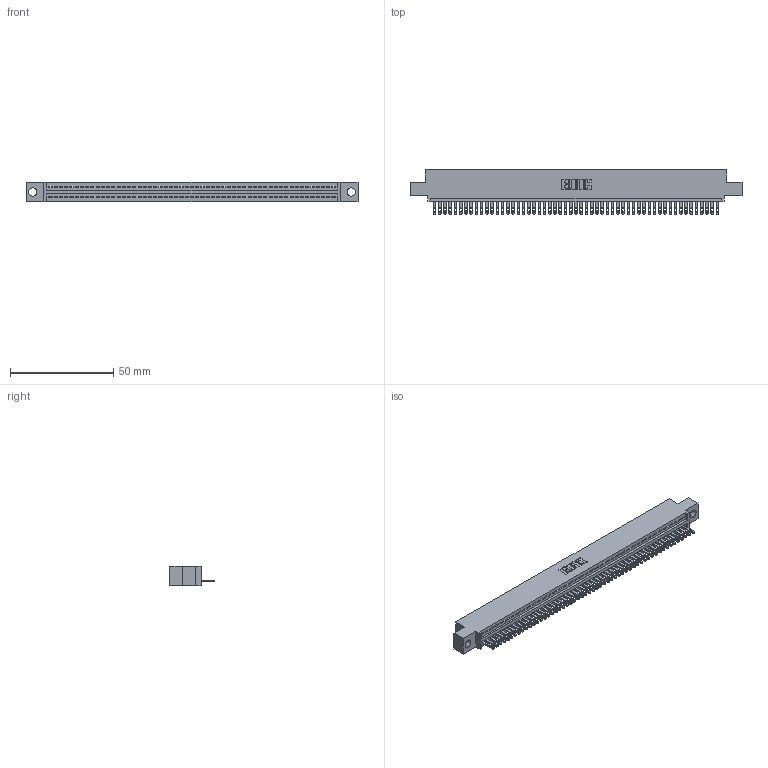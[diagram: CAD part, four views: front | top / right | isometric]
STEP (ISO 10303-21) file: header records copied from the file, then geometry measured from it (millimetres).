
FILE_DESCRIPTION (( 'STEP AP203' ), '1' );
FILE_NAME ('345-055-500-404.STEP', '2019-10-10T01:24:35', ( '' ), ( '' ), 'SwSTEP 2.0', 'SolidWorks 2016', '' );
FILE_SCHEMA (( 'CONFIG_CONTROL_DESIGN' ));
Length unit declared in the file: inch
Products named in the file (3): 345-292-001_345-293-100; 345-055-500-404; 345 Part_0.110 Offset - 0.156 Dia-TH
Assembly tree (56 placements, depth 2):
  345-055-500-404
    345 Part_0.110 Offset - 0.156 Dia-TH
    345-292-001_345-293-100  x55
Bounding box: 160.91 x 21.51 x 9.4 mm (x, y, z)
Volume: 15262.6 mm3; surface area: 20473.5 mm2
Topology: 56 solids, 56 shells, 3100 faces, 9593 edges, 6394 vertices
Faces by surface type: plane 1954, cylinder 1146
Entity records: 39709 total; most frequent: CARTESIAN_POINT 6885, ORIENTED_EDGE 6874, DIRECTION 5995, EDGE_CURVE 3437, LINE 3081, VECTOR 3081, VERTEX_POINT 2290, AXIS2_PLACEMENT_3D 1457
